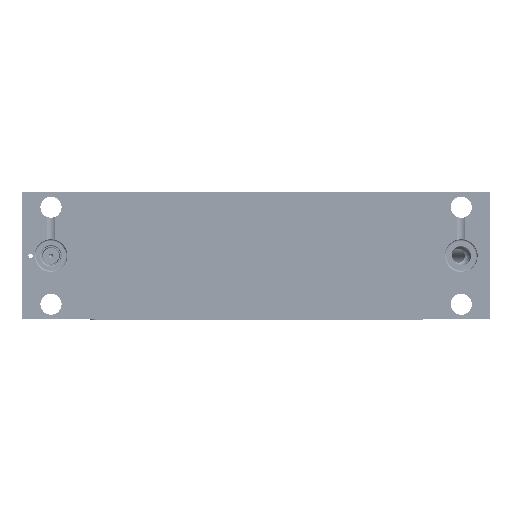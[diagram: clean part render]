
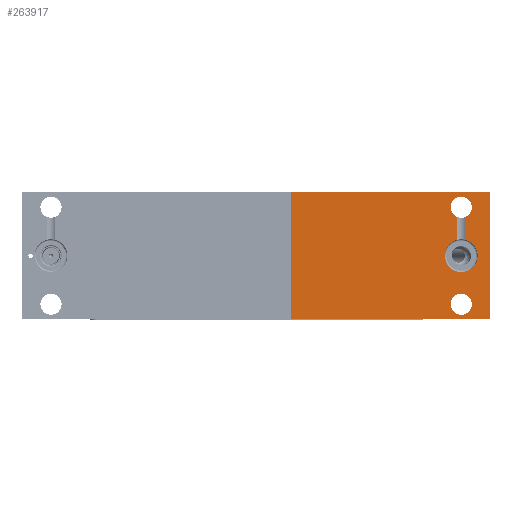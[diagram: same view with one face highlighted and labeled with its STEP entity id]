
A CAD part, front view. The second image highlights one B-rep face of the part: STEP entity #263917.
In plain terms, the highlighted planar face has unit normal (0, -1, 0).
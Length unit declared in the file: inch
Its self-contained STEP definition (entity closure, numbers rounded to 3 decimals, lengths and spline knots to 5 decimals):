
#611 = AXIS2_PLACEMENT_3D ( 'NONE', #130816, #104600, #225038 ) ;
#4679 = DIRECTION ( 'NONE',  ( 0., 0., -1. ) ) ;
#6017 = EDGE_LOOP ( 'NONE', ( #38700, #72282, #127007, #16049, #259060 ) ) ;
#7826 = CARTESIAN_POINT ( 'NONE',  ( -0.77809, 2.30731, 3.3392 ) ) ;
#8344 = AXIS2_PLACEMENT_3D ( 'NONE', #97063, #98561, #211396 ) ;
#16049 = ORIENTED_EDGE ( 'NONE', *, *, #213977, .T. ) ;
#16519 = AXIS2_PLACEMENT_3D ( 'NONE', #208793, #159412, #211783 ) ;
#19045 = DIRECTION ( 'NONE',  ( -1., 0., 0. ) ) ;
#21384 = DIRECTION ( 'NONE',  ( 0., 0., 1. ) ) ;
#23944 = EDGE_CURVE ( 'NONE', #218122, #245360, #241610, .T. ) ;
#24842 = LINE ( 'NONE', #49538, #112924 ) ;
#25269 = VERTEX_POINT ( 'NONE', #281531 ) ;
#25373 = FACE_OUTER_BOUND ( 'NONE', #266695, .T. ) ;
#26264 = VECTOR ( 'NONE', #199876, 39.37008 ) ;
#28462 = VECTOR ( 'NONE', #292256, 39.37008 ) ;
#29852 = ORIENTED_EDGE ( 'NONE', *, *, #42923, .T. ) ;
#29985 = CARTESIAN_POINT ( 'NONE',  ( -2.27809, 2.30731, 4.4207 ) ) ;
#34244 = CARTESIAN_POINT ( 'NONE',  ( -0.74417, 2.30731, 3.9147 ) ) ;
#38700 = ORIENTED_EDGE ( 'NONE', *, *, #224401, .F. ) ;
#40892 = CIRCLE ( 'NONE', #282539, 0.0935 ) ;
#42923 = EDGE_CURVE ( 'NONE', #215484, #235802, #292100, .T. ) ;
#43089 = VECTOR ( 'NONE', #63472, 39.37008 ) ;
#49538 = CARTESIAN_POINT ( 'NONE',  ( -0.812, 2.30731, 3.9147 ) ) ;
#50080 = CARTESIAN_POINT ( 'NONE',  ( -2.27809, 2.30731, 3.3007 ) ) ;
#50861 = VERTEX_POINT ( 'NONE', #234440 ) ;
#51594 = FACE_BOUND ( 'NONE', #6017, .T. ) ;
#59770 = EDGE_CURVE ( 'NONE', #212837, #50861, #210488, .T. ) ;
#63472 = DIRECTION ( 'NONE',  ( 0., 0., 1. ) ) ;
#70704 = VECTOR ( 'NONE', #219379, 39.37008 ) ;
#72282 = ORIENTED_EDGE ( 'NONE', *, *, #229308, .T. ) ;
#74497 = VECTOR ( 'NONE', #19045, 39.37008 ) ;
#75513 = VERTEX_POINT ( 'NONE', #258983 ) ;
#82232 = EDGE_LOOP ( 'NONE', ( #29852, #259260 ) ) ;
#82998 = EDGE_CURVE ( 'NONE', #245360, #212837, #291939, .T. ) ;
#84017 = ORIENTED_EDGE ( 'NONE', *, *, #226038, .F. ) ;
#97063 = CARTESIAN_POINT ( 'NONE',  ( -0.77809, 2.30731, 3.4327 ) ) ;
#98561 = DIRECTION ( 'NONE',  ( 0., 1., 0. ) ) ;
#100906 = CARTESIAN_POINT ( 'NONE',  ( -0.77809, 2.30731, 4.3822 ) ) ;
#104600 = DIRECTION ( 'NONE',  ( 0., 1., 0. ) ) ;
#111777 = EDGE_CURVE ( 'NONE', #235802, #215484, #141532, .T. ) ;
#112924 = VECTOR ( 'NONE', #4679, 39.37008 ) ;
#119614 = DIRECTION ( 'NONE',  ( 0., -1., 0. ) ) ;
#121956 = CARTESIAN_POINT ( 'NONE',  ( -2.27809, 2.30731, 4.4207 ) ) ;
#127007 = ORIENTED_EDGE ( 'NONE', *, *, #227195, .F. ) ;
#130816 = CARTESIAN_POINT ( 'NONE',  ( -0.77809, 2.30731, 3.8607 ) ) ;
#134829 = VERTEX_POINT ( 'NONE', #216629 ) ;
#136755 = ORIENTED_EDGE ( 'NONE', *, *, #59770, .F. ) ;
#141532 = CIRCLE ( 'NONE', #8344, 0.0935 ) ;
#148618 = CIRCLE ( 'NONE', #611, 0.145 ) ;
#151702 = CARTESIAN_POINT ( 'NONE',  ( -2.27809, 2.30731, 4.4207 ) ) ;
#159412 = DIRECTION ( 'NONE',  ( 0., 1., 0. ) ) ;
#162636 = CARTESIAN_POINT ( 'NONE',  ( -2.27809, 2.30731, 3.3007 ) ) ;
#169889 = CARTESIAN_POINT ( 'NONE',  ( -0.52409, 2.30731, 3.3007 ) ) ;
#176404 = LINE ( 'NONE', #34244, #43089 ) ;
#176484 = CARTESIAN_POINT ( 'NONE',  ( -0.77809, 2.30731, 4.2887 ) ) ;
#190682 = PLANE ( 'NONE',  #235127 ) ;
#199876 = DIRECTION ( 'NONE',  ( 1., 0., 0. ) ) ;
#208793 = CARTESIAN_POINT ( 'NONE',  ( -0.77809, 2.30731, 3.4327 ) ) ;
#210488 = LINE ( 'NONE', #162636, #74497 ) ;
#211396 = DIRECTION ( 'NONE',  ( 0., 0., 1. ) ) ;
#211783 = DIRECTION ( 'NONE',  ( 0., 0., 1. ) ) ;
#212837 = VERTEX_POINT ( 'NONE', #169889 ) ;
#213977 = EDGE_CURVE ( 'NONE', #253510, #235474, #281749, .T. ) ;
#215332 = FACE_BOUND ( 'NONE', #82232, .T. ) ;
#215484 = VERTEX_POINT ( 'NONE', #252828 ) ;
#215774 = CARTESIAN_POINT ( 'NONE',  ( -0.52409, 2.30731, 4.4207 ) ) ;
#216629 = CARTESIAN_POINT ( 'NONE',  ( -0.812, 2.30731, 4.00168 ) ) ;
#217592 = AXIS2_PLACEMENT_3D ( 'NONE', #228463, #299441, #21384 ) ;
#218122 = VERTEX_POINT ( 'NONE', #121956 ) ;
#219379 = DIRECTION ( 'NONE',  ( 0., 0., -1. ) ) ;
#219926 = DIRECTION ( 'NONE',  ( 0., 0., -1. ) ) ;
#222765 = LINE ( 'NONE', #151702, #28462 ) ;
#224401 = EDGE_CURVE ( 'NONE', #75513, #25269, #176404, .T. ) ;
#225038 = DIRECTION ( 'NONE',  ( 0., 0., 1. ) ) ;
#226038 = EDGE_CURVE ( 'NONE', #50861, #218122, #222765, .T. ) ;
#227195 = EDGE_CURVE ( 'NONE', #253510, #134829, #24842, .T. ) ;
#228463 = CARTESIAN_POINT ( 'NONE',  ( -0.77809, 2.30731, 4.2887 ) ) ;
#229308 = EDGE_CURVE ( 'NONE', #75513, #134829, #148618, .T. ) ;
#230568 = ORIENTED_EDGE ( 'NONE', *, *, #23944, .F. ) ;
#234440 = CARTESIAN_POINT ( 'NONE',  ( -2.27809, 2.30731, 3.3007 ) ) ;
#235127 = AXIS2_PLACEMENT_3D ( 'NONE', #50080, #119614, #219926 ) ;
#235474 = VERTEX_POINT ( 'NONE', #100906 ) ;
#235802 = VERTEX_POINT ( 'NONE', #7826 ) ;
#241610 = LINE ( 'NONE', #29985, #26264 ) ;
#245360 = VERTEX_POINT ( 'NONE', #215774 ) ;
#252828 = CARTESIAN_POINT ( 'NONE',  ( -0.77809, 2.30731, 3.5262 ) ) ;
#253510 = VERTEX_POINT ( 'NONE', #261670 ) ;
#255809 = ORIENTED_EDGE ( 'NONE', *, *, #82998, .F. ) ;
#258983 = CARTESIAN_POINT ( 'NONE',  ( -0.74417, 2.30731, 4.00168 ) ) ;
#259060 = ORIENTED_EDGE ( 'NONE', *, *, #286667, .T. ) ;
#259260 = ORIENTED_EDGE ( 'NONE', *, *, #111777, .T. ) ;
#261670 = CARTESIAN_POINT ( 'NONE',  ( -0.812, 2.30731, 4.20157 ) ) ;
#263429 = DIRECTION ( 'NONE',  ( 0., 1., 0. ) ) ;
#263917 = ADVANCED_FACE ( 'NONE', ( #215332, #51594, #25373 ), #190682, .T. ) ;
#264233 = CARTESIAN_POINT ( 'NONE',  ( -0.52409, 2.30731, 4.4207 ) ) ;
#266695 = EDGE_LOOP ( 'NONE', ( #84017, #136755, #255809, #230568 ) ) ;
#281531 = CARTESIAN_POINT ( 'NONE',  ( -0.74417, 2.30731, 4.20157 ) ) ;
#281749 = CIRCLE ( 'NONE', #217592, 0.0935 ) ;
#282539 = AXIS2_PLACEMENT_3D ( 'NONE', #176484, #263429, #298345 ) ;
#286667 = EDGE_CURVE ( 'NONE', #235474, #25269, #40892, .T. ) ;
#291939 = LINE ( 'NONE', #264233, #70704 ) ;
#292100 = CIRCLE ( 'NONE', #16519, 0.0935 ) ;
#292256 = DIRECTION ( 'NONE',  ( 0., 0., 1. ) ) ;
#298345 = DIRECTION ( 'NONE',  ( 0., 0., 1. ) ) ;
#299441 = DIRECTION ( 'NONE',  ( 0., 1., 0. ) ) ;
